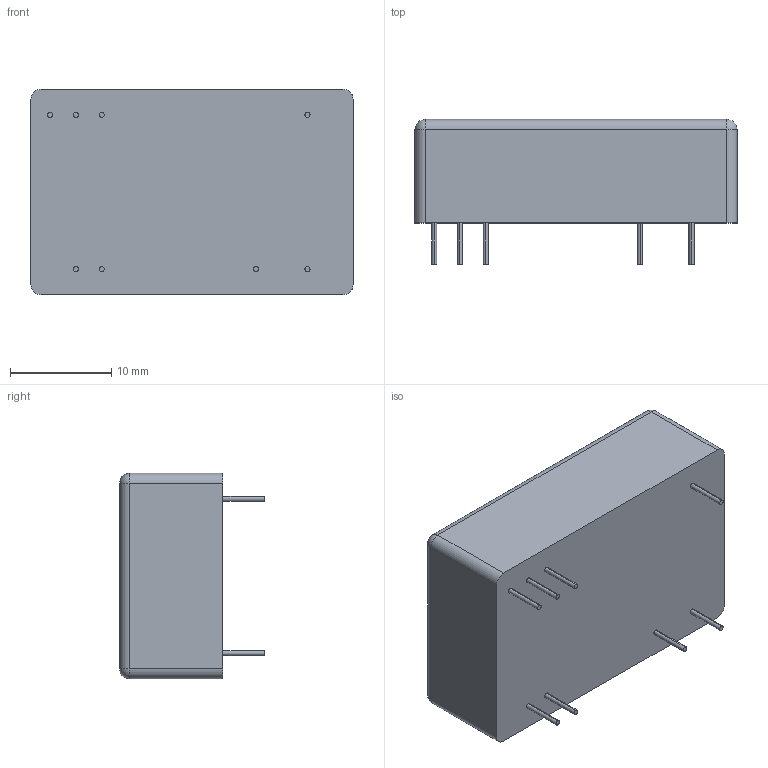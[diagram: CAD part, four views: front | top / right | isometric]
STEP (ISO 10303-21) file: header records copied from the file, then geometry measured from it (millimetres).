
FILE_DESCRIPTION (( 'STEP AP203' ), '1' );
FILE_NAME ('THD 10WIN Single Output .STEP', '2020-11-13T08:00:15', ( '' ), ( '' ), 'SwSTEP 2.0', 'SolidWorks 2020', '' );
FILE_SCHEMA (( 'CONFIG_CONTROL_DESIGN' ));
Length unit declared in the file: millimetre
Products named in the file (1): THD 10WIN Single Output 
Bounding box: 31.8 x 14.3 x 20.3 mm (x, y, z)
Volume: 6560.5 mm3; surface area: 2341.8 mm2
Topology: 1 solids, 1 shells, 42 faces, 88 edges, 52 vertices
Faces by surface type: cylinder 24, plane 14, sphere 4
Entity records: 1177 total; most frequent: DIRECTION 218, CARTESIAN_POINT 179, ORIENTED_EDGE 168, AXIS2_PLACEMENT_3D 91, EDGE_CURVE 84, VERTEX_POINT 52, EDGE_LOOP 50, CIRCLE 48
